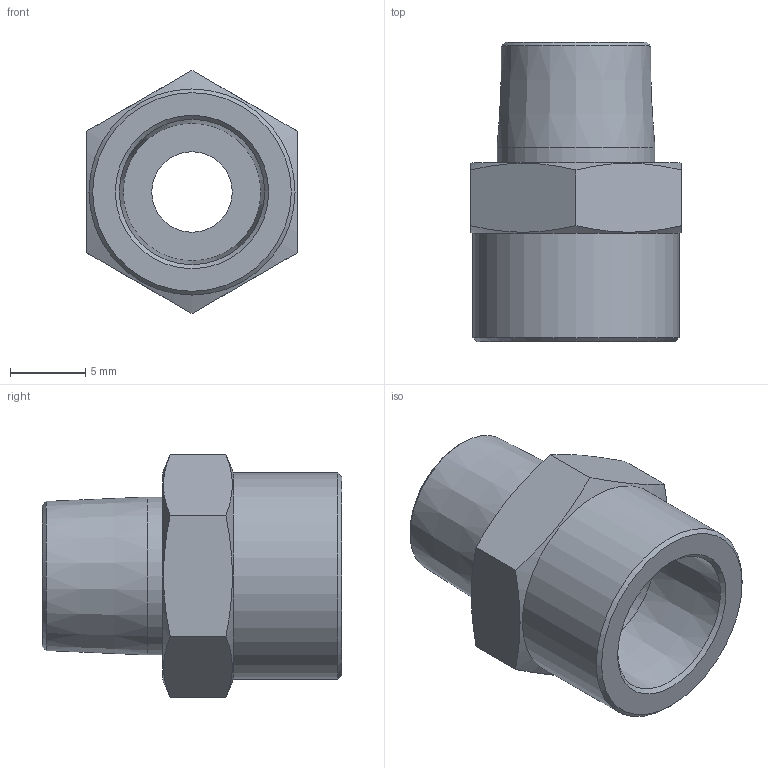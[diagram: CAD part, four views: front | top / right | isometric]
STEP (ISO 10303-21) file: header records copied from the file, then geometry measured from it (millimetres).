
FILE_DESCRIPTION(/* description */ ('Unknown'),/* implementation_level */ '2;1');
FILE_NAME(/* name */ 'A5.1;8.1;8',/* time_stamp */ '2020-05-25T09:29:25-04:00',/* author */ ('Unknown'),/* organization */ ('Unknown'),/* preprocessor_version */ 'ST-DEVELOPER v16.7',/* originating_system */ 'Solid Edge',/* authorisation */ 'Unknown');
FILE_SCHEMA (('AUTOMOTIVE_DESIGN {1 0 10303 214 3 1 1}'));
Length unit declared in the file: millimetre
Products named in the file (1): A5.1;8.1;8
Bounding box: 14 x 19.9 x 16.17 mm (x, y, z)
Volume: 1628.7 mm3; surface area: 1490 mm2
Topology: 1 solids, 1 shells, 22 faces, 48 edges, 30 vertices
Faces by surface type: plane 10, cone 8, cylinder 4
Full cylindrical faces by diameter (mm): 5.35 x1, 9.147 x1, 10.5 x1, 13.7 x1
Entity records: 718 total; most frequent: CARTESIAN_POINT 131, DIRECTION 82, ORIENTED_EDGE 66, EDGE_LOOP 38, FACE_BOUND 38, AXIS2_PLACEMENT_3D 38, EDGE_CURVE 33, VERTEX_POINT 27
